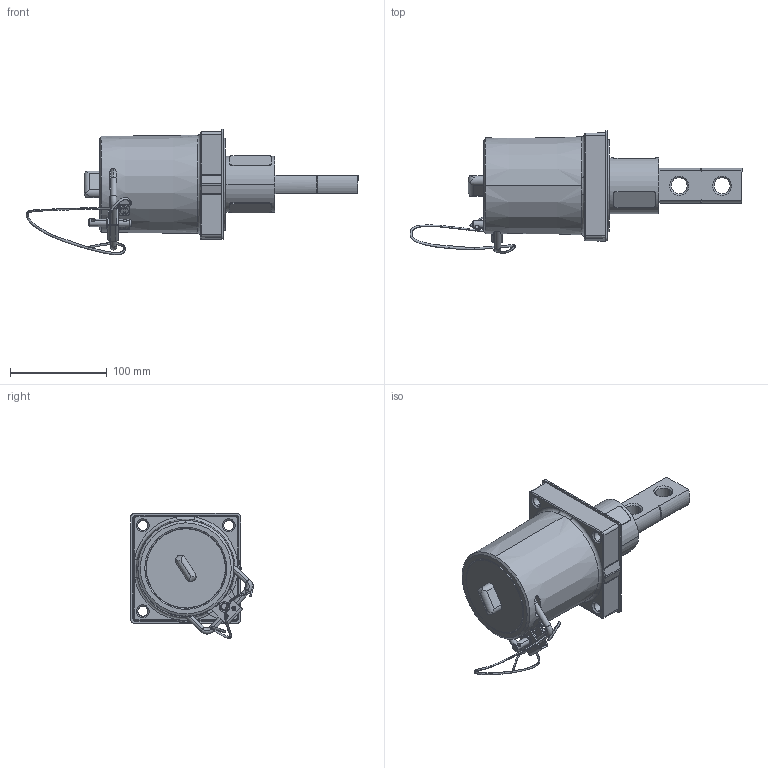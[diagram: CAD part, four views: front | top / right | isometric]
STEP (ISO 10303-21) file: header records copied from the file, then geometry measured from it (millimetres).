
FILE_DESCRIPTION (( 'STEP AP203' ), '1' );
FILE_NAME ('ORC5719-M02.STEP', '2025-01-02T14:51:39', ( '' ), ( '' ), 'SwSTEP 2.0', 'SolidWorks 2024', '' );
FILE_SCHEMA (( 'CONFIG_CONTROL_DESIGN' ));
Length unit declared in the file: inch
Products named in the file (1): ORC5719-M02
Bounding box: 343.6 x 126.77 x 129.82 mm (x, y, z)
Volume: 1172251.4 mm3; surface area: 154966.8 mm2
Topology: 9 solids, 10 shells, 403 faces, 1022 edges, 645 vertices
Faces by surface type: plane 136, cylinder 131, cone 72, torus 36, bspline 24, sphere 4
Entity records: 16233 total; most frequent: CARTESIAN_POINT 6503, ORIENTED_EDGE 2036, DIRECTION 1987, EDGE_CURVE 1018, AXIS2_PLACEMENT_3D 785, VERTEX_POINT 644, EDGE_LOOP 460, VECTOR 417
